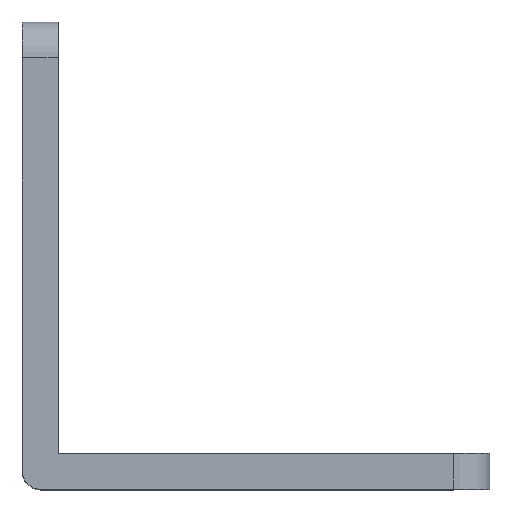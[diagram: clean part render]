
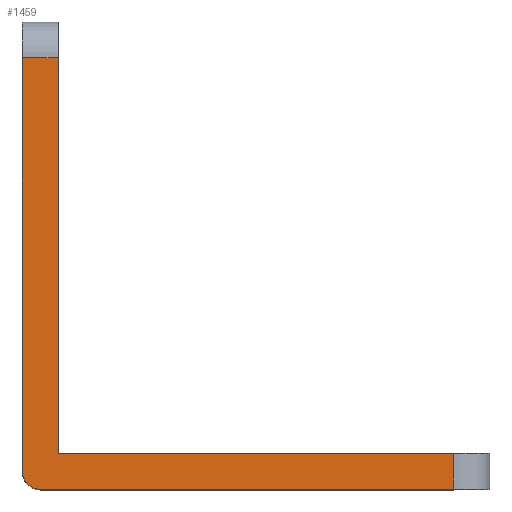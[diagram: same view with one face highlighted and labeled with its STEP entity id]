
A CAD part, top view. The second image highlights one B-rep face of the part: STEP entity #1459.
In plain terms, the highlighted planar face has unit normal (0, 0, 1).
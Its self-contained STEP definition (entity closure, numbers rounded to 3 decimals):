
#69 = DIRECTION ( 'NONE',  ( 0., 1., 0. ) ) ;
#106 = VERTEX_POINT ( 'NONE', #689 ) ;
#152 = DIRECTION ( 'NONE',  ( -1., 0., 0. ) ) ;
#156 = DIRECTION ( 'NONE',  ( 0., 0., 1. ) ) ;
#162 = CARTESIAN_POINT ( 'NONE',  ( -25., -1., 24. ) ) ;
#180 = LINE ( 'NONE', #1324, #522 ) ;
#185 = EDGE_CURVE ( 'NONE', #1311, #1656, #442, .T. ) ;
#209 = DIRECTION ( 'NONE',  ( 0., 0., -1. ) ) ;
#217 = ORIENTED_EDGE ( 'NONE', *, *, #185, .T. ) ;
#228 = ORIENTED_EDGE ( 'NONE', *, *, #597, .T. ) ;
#284 = VECTOR ( 'NONE', #1372, 1000. ) ;
#303 = DIRECTION ( 'NONE',  ( 0., -1., 0. ) ) ;
#347 = CARTESIAN_POINT ( 'NONE',  ( 0., -2., 24. ) ) ;
#353 = CARTESIAN_POINT ( 'NONE',  ( -2., 0., 24. ) ) ;
#356 = CARTESIAN_POINT ( 'NONE',  ( -26., -2., 24. ) ) ;
#393 = EDGE_LOOP ( 'NONE', ( #217, #228, #1719, #549, #443, #750, #1615 ) ) ;
#396 = CARTESIAN_POINT ( 'NONE',  ( -25., -2., 24. ) ) ;
#442 = LINE ( 'NONE', #356, #495 ) ;
#443 = ORIENTED_EDGE ( 'NONE', *, *, #1751, .T. ) ;
#495 = VECTOR ( 'NONE', #303, 1000. ) ;
#522 = VECTOR ( 'NONE', #1048, 1000. ) ;
#549 = ORIENTED_EDGE ( 'NONE', *, *, #1511, .T. ) ;
#555 = VECTOR ( 'NONE', #69, 1000. ) ;
#597 = EDGE_CURVE ( 'NONE', #1656, #1695, #1674, .T. ) ;
#663 = EDGE_CURVE ( 'NONE', #796, #1311, #180, .T. ) ;
#673 = VERTEX_POINT ( 'NONE', #1345 ) ;
#689 = CARTESIAN_POINT ( 'NONE',  ( -24., 0., 24. ) ) ;
#750 = ORIENTED_EDGE ( 'NONE', *, *, #1303, .T. ) ;
#763 = CARTESIAN_POINT ( 'NONE',  ( 0., 0., 24. ) ) ;
#766 = DIRECTION ( 'NONE',  ( 1., 0., 0. ) ) ;
#796 = VERTEX_POINT ( 'NONE', #1694 ) ;
#859 = EDGE_CURVE ( 'NONE', #1695, #1279, #1619, .T. ) ;
#889 = CARTESIAN_POINT ( 'NONE',  ( -2., -2., 24. ) ) ;
#896 = CARTESIAN_POINT ( 'NONE',  ( -26., 22., 24. ) ) ;
#993 = LINE ( 'NONE', #1421, #1302 ) ;
#1010 = LINE ( 'NONE', #353, #555 ) ;
#1048 = DIRECTION ( 'NONE',  ( -1., 0., 0. ) ) ;
#1051 = PLANE ( 'NONE',  #1560 ) ;
#1107 = CARTESIAN_POINT ( 'NONE',  ( -24., 0., 24. ) ) ;
#1187 = DIRECTION ( 'NONE',  ( -1., 0., 0. ) ) ;
#1268 = VECTOR ( 'NONE', #766, 1000. ) ;
#1279 = VERTEX_POINT ( 'NONE', #889 ) ;
#1300 = DIRECTION ( 'NONE',  ( 0., 1., 0. ) ) ;
#1302 = VECTOR ( 'NONE', #1300, 1000. ) ;
#1303 = EDGE_CURVE ( 'NONE', #106, #796, #993, .T. ) ;
#1311 = VERTEX_POINT ( 'NONE', #896 ) ;
#1324 = CARTESIAN_POINT ( 'NONE',  ( 0., 22., 24. ) ) ;
#1342 = LINE ( 'NONE', #1107, #284 ) ;
#1345 = CARTESIAN_POINT ( 'NONE',  ( -2., 0., 24. ) ) ;
#1358 = AXIS2_PLACEMENT_3D ( 'NONE', #162, #156, #152 ) ;
#1372 = DIRECTION ( 'NONE',  ( -1., 0., 0. ) ) ;
#1421 = CARTESIAN_POINT ( 'NONE',  ( -24., 24., 24. ) ) ;
#1459 = ADVANCED_FACE ( 'NONE', ( #1665 ), #1051, .F. ) ;
#1511 = EDGE_CURVE ( 'NONE', #1279, #673, #1010, .T. ) ;
#1560 = AXIS2_PLACEMENT_3D ( 'NONE', #763, #209, #1187 ) ;
#1615 = ORIENTED_EDGE ( 'NONE', *, *, #663, .T. ) ;
#1619 = LINE ( 'NONE', #347, #1268 ) ;
#1656 = VERTEX_POINT ( 'NONE', #1736 ) ;
#1665 = FACE_OUTER_BOUND ( 'NONE', #393, .T. ) ;
#1674 = CIRCLE ( 'NONE', #1358, 1. ) ;
#1694 = CARTESIAN_POINT ( 'NONE',  ( -24., 22., 24. ) ) ;
#1695 = VERTEX_POINT ( 'NONE', #396 ) ;
#1719 = ORIENTED_EDGE ( 'NONE', *, *, #859, .T. ) ;
#1736 = CARTESIAN_POINT ( 'NONE',  ( -26., -1., 24. ) ) ;
#1751 = EDGE_CURVE ( 'NONE', #673, #106, #1342, .T. ) ;
